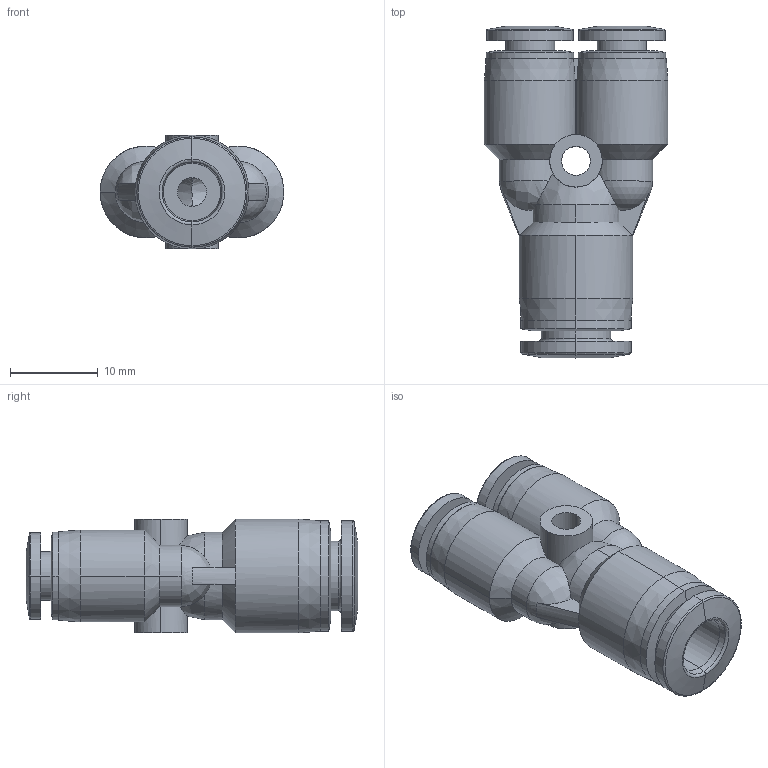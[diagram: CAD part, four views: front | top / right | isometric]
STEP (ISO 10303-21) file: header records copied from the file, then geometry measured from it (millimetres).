
FILE_DESCRIPTION (( 'STEP AP214' ), '1' );
FILE_NAME ('URY14-532.step', '2016-02-24T20:49:12', ( '' ), ( '' ), 'SwSTEP 2.0', 'SolidWorks 2015', '' );
FILE_SCHEMA (( 'AUTOMOTIVE_DESIGN' ));
Length unit declared in the file: inch
Products named in the file (1): URY14-532
Bounding box: 21 x 37.9 x 13 mm (x, y, z)
Volume: 3885.8 mm3; surface area: 3542 mm2
Topology: 1 solids, 1 shells, 112 faces, 273 edges, 169 vertices
Faces by surface type: cylinder 41, cone 29, plane 18, bspline 17, torus 6, sphere 1
Entity records: 5551 total; most frequent: CARTESIAN_POINT 1474, DIRECTION 550, ORIENTED_EDGE 544, EDGE_CURVE 272, AXIS2_PLACEMENT_3D 239, VERTEX_POINT 169, CIRCLE 143, EDGE_LOOP 125
